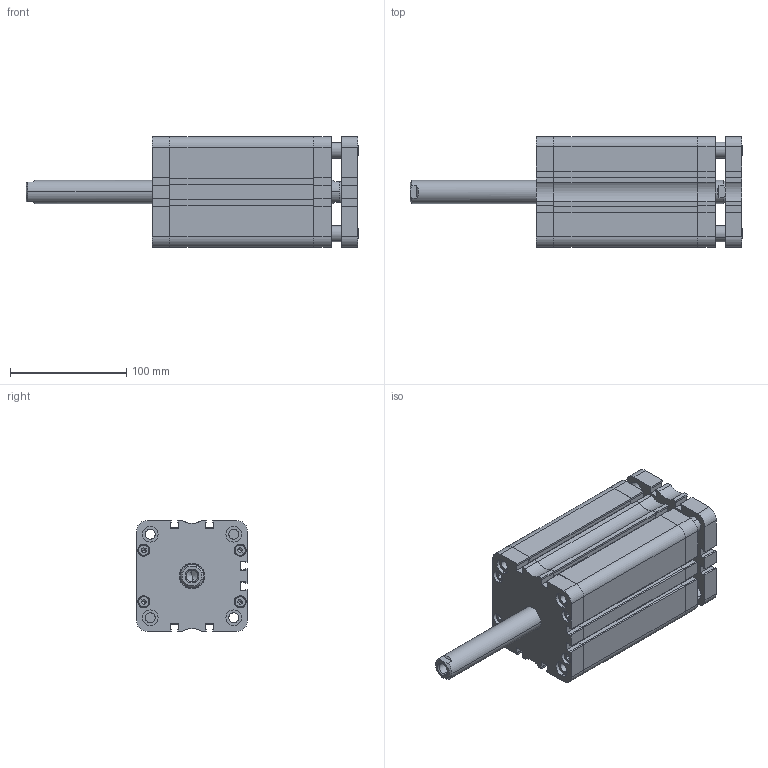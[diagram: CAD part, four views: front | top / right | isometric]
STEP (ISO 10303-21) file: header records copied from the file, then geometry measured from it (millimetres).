
FILE_DESCRIPTION (( 'STEP AP214' ), '1' );
FILE_NAME ('SM_011_080_0100_NP.STEP', '2019-11-21T12:52:29', ( '' ), ( '' ), 'SwSTEP 2.0', 'SolidWorks 2019', '' );
FILE_SCHEMA (( 'AUTOMOTIVE_DESIGN' ));
Length unit declared in the file: millimetre
Products named in the file (27): socket head thin cap screw_din_DIN 7984 - M6 x 12 --- 9N; Pokrywa przód kpl^DTZPO_Pokrywa prz¢d kpl - D080; Kopia Tuleja prowadzｹca^Pokrywa prz blok. obr kpl_DTZPO_Tuleja prowadz･ca - D080; Kopia T硂k_T坥k - D080; Pr皻 blok.^DTZPO_D080; Kopia Tuleja prowadz¹ca^Pokrywa przód kpl_DTZPO_Tuleja prowadz¥ca - D080; socket head thin cap screw_din_DIN 7984 - M6 x 25 --- 22N; socket head thin cap screw_din_DIN 7984 - M12 x 20 --- 14.75N; Kopia Pierœcieñ prowadz¹cy^T³ok kpl_DTZPO_Pier˜cieä prowadz¥cy D080; Kopia SMART - U. t³oka S^T³ok kpl_DTZPO_U. tˆoka S - D080; Kopia Pokrywa przód^Pokrywa przód blok. obr kpl_DTZPO_Smart - Pok prz¢d - zabez. przed obr. D080; P³ytka prowadnika^DTZPO_Smart - Pok prz¢d - D080; Tuleja^DTZPO_Tuleja - D080; Kopia SMART - U. typ Oring - pokrywa^Pokrywa przód blok. obr kpl_DTZPO_U. typ Oring - D080; Kopia Pokrywa przód_Smart - Pok prz¢d - D080; T³oczysko^DTZPO_Tˆoczysko - D080; Kopia SMART - U. t硂czyska^Pokrywa prz骴 blok. obr kpl_DTZPO_U. t坥czyska - D080; T³oczysko^DTZPO - 2_Tˆoczysko - D080; T硂k kpl^DTZPO_T坥k kpl - D080; Kopia Magnes^T³ok kpl_DTZPO_Magnes D080; socket set screw flat point_iso_ISO 4026 - M10 x 50-N; Kopia SMART - U. t硂ka lu焠a^T硂k kpl_DTZPO_U. t坥ka lu玭a - D080; Kopia SMART - U. typ Oring - pokrywa^Pokrywa przód kpl_DTZPO_U. typ Oring - D080; SM_011_080_0100_NP; Kopia tulejka pod szpilkê^Pokrywa przód blok. obr kpl_DTZPO_D80; Pokrywa przód blok. obr kpl^DTZPO_Pokrywa prz¢d kpl - zabez. przed obr. D080; Kopia SMART - U. t³oczyska^Pokrywa przód kpl_DTZPO_U. tˆoczyska - D080
Assembly tree (37 placements, depth 3):
  SM_011_080_0100_NP
    Pokrywa przód kpl^DTZPO_Pokrywa prz¢d kpl - D080
      Kopia Pokrywa przód_Smart - Pok prz¢d - D080
      Kopia SMART - U. typ Oring - pokrywa^Pokrywa przód kpl_DTZPO_U. typ Oring - D080
      Kopia Tuleja prowadz¹ca^Pokrywa przód kpl_DTZPO_Tuleja prowadz¥ca - D080
      Kopia SMART - U. t³oczyska^Pokrywa przód kpl_DTZPO_U. tˆoczyska - D080
    Tuleja^DTZPO_Tuleja - D080
    T硂k kpl^DTZPO_T坥k kpl - D080
      Kopia T硂k_T坥k - D080
      Kopia Magnes^T³ok kpl_DTZPO_Magnes D080
      Kopia Pierœcieñ prowadz¹cy^T³ok kpl_DTZPO_Pier˜cieä prowadz¥cy D080
      Kopia SMART - U. t硂ka lu焠a^T硂k kpl_DTZPO_U. t坥ka lu玭a - D080  x2
      Kopia SMART - U. t³oka S^T³ok kpl_DTZPO_U. tˆoka S - D080
    T³oczysko^DTZPO_Tˆoczysko - D080
    socket head thin cap screw_din_DIN 7984 - M6 x 25 --- 22N  x8
    socket set screw flat point_iso_ISO 4026 - M10 x 50-N
    Pokrywa przód blok. obr kpl^DTZPO_Pokrywa prz¢d kpl - zabez. przed obr. D080
      Kopia Pokrywa przód^Pokrywa przód blok. obr kpl_DTZPO_Smart - Pok prz¢d - zabez. przed obr. D080
      Kopia SMART - U. typ Oring - pokrywa^Pokrywa przód blok. obr kpl_DTZPO_U. typ Oring - D080
      Kopia Tuleja prowadzｹca^Pokrywa prz blok. obr kpl_DTZPO_Tuleja prowadz･ca - D080
      Kopia SMART - U. t硂czyska^Pokrywa prz骴 blok. obr kpl_DTZPO_U. t坥czyska - D080
      Kopia tulejka pod szpilkê^Pokrywa przód blok. obr kpl_DTZPO_D80  x2
    T³oczysko^DTZPO - 2_Tˆoczysko - D080
    P³ytka prowadnika^DTZPO_Smart - Pok prz¢d - D080
    Pr皻 blok.^DTZPO_D080  x2
    socket head thin cap screw_din_DIN 7984 - M6 x 12 --- 9N  x2
    socket head thin cap screw_din_DIN 7984 - M12 x 20 --- 14.75N
Bounding box: 286.1 x 95.5 x 95.5 mm (x, y, z)
Volume: 782060.9 mm3; surface area: 339683.5 mm2
Topology: 35 solids, 35 shells, 1361 faces, 3367 edges, 2149 vertices
Faces by surface type: plane 682, cylinder 387, cone 130, bspline 118, torus 44
Entity records: 41370 total; most frequent: CARTESIAN_POINT 12763, ORIENTED_EDGE 5678, DIRECTION 5507, EDGE_CURVE 2839, AXIS2_PLACEMENT_3D 1890, VERTEX_POINT 1856, LINE 1727, VECTOR 1727
